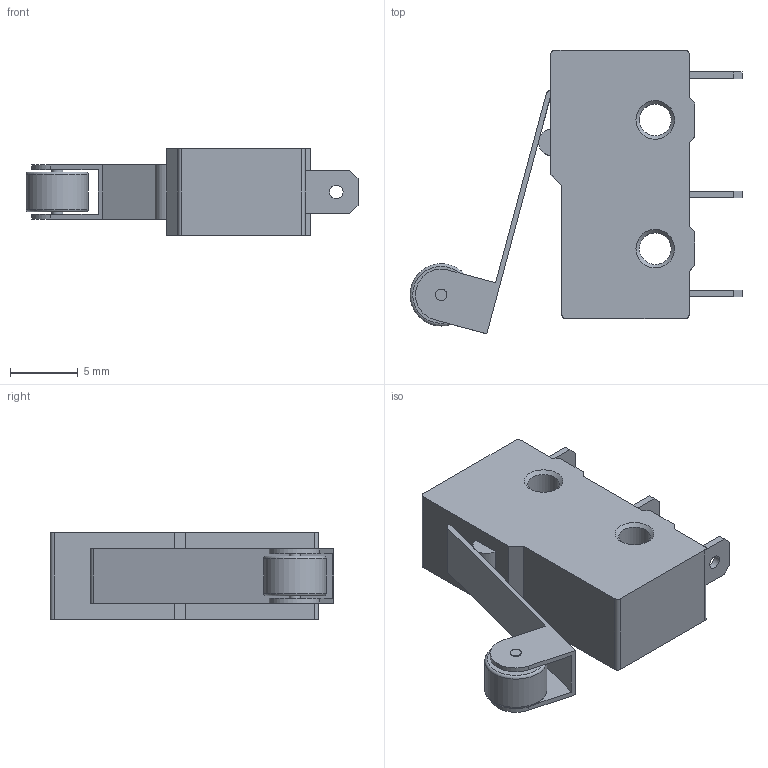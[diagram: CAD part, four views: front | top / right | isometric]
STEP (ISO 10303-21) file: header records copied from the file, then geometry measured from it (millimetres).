
FILE_DESCRIPTION(('FreeCAD Model'),'2;1');
FILE_NAME('micro switch 5A 125V 250V ~ 10T85u_001.step','2019-08-08T14:26:30',('Sisul Galog'),(''), 'Open CASCADE STEP processor 7.3','FreeCAD','Unknown');
FILE_SCHEMA(('AUTOMOTIVE_DESIGN { 1 0 10303 214 1 1 1 1 }'));
Length unit declared in the file: millimetre
Products named in the file (1): micro_switch_5A_125V_250V_~_10T85u
Bounding box: 24.5 x 20.93 x 6.4 mm (x, y, z)
Volume: 1340.3 mm3; surface area: 1421.5 mm2
Topology: 4 solids, 4 shells, 78 faces, 195 edges, 128 vertices
Faces by surface type: plane 54, cylinder 18, cone 4, torus 2
Full cylindrical faces by diameter (mm): 0.8 x1, 0.84 x3, 1 x3, 2.35 x2, 4.6 x1
Entity records: 5490 total; most frequent: CARTESIAN_POINT 906, DIRECTION 768, LINE 505, VECTOR 505, ORIENTED_EDGE 390, PCURVE 390, DEFINITIONAL_REPRESENTATION 390, EDGE_CURVE 195
